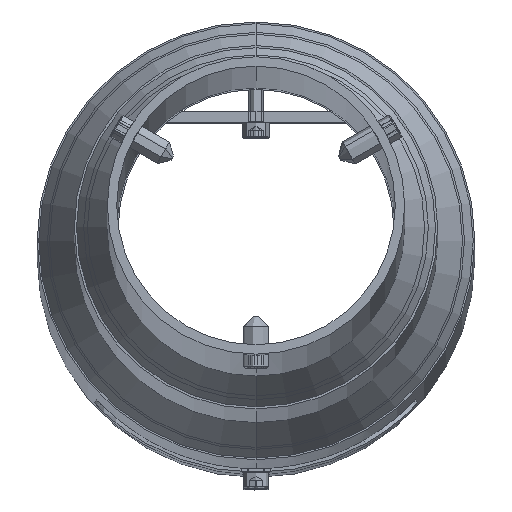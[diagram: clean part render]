
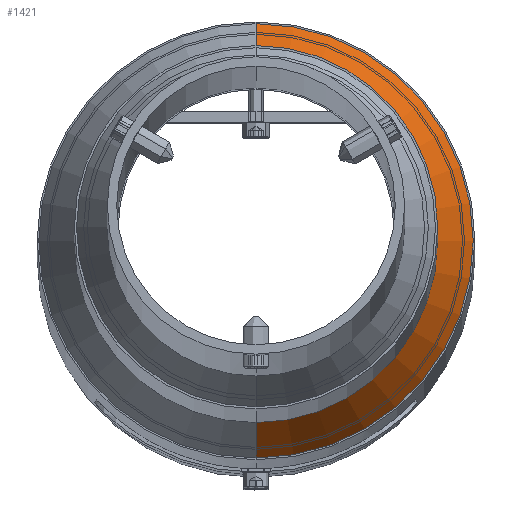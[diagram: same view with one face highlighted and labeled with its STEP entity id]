
A CAD part, top view. The second image highlights one B-rep face of the part: STEP entity #1421.
In plain terms, the highlighted conical face has half-angle 28.635 degrees and reference radius 69.85 mm.
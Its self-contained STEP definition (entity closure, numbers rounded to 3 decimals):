
#77 = DIRECTION ( 'NONE',  ( 0., 0., -1. ) ) ;
#204 = CARTESIAN_POINT ( 'NONE',  ( 0., -12.5, -83.5 ) ) ;
#207 = DIRECTION ( 'NONE',  ( 0., 1., 0. ) ) ;
#264 = LINE ( 'NONE', #5182, #1903 ) ;
#342 = AXIS2_PLACEMENT_3D ( 'NONE', #4609, #2618, #77 ) ;
#388 = DIRECTION ( 'NONE',  ( 0., -1., 0. ) ) ;
#1326 = EDGE_CURVE ( 'NONE', #4082, #4227, #2702, .T. ) ;
#1421 = ADVANCED_FACE ( 'NONE', ( #2368 ), #1961, .T. ) ;
#1455 = ORIENTED_EDGE ( 'NONE', *, *, #5553, .T. ) ;
#1484 = CIRCLE ( 'NONE', #342, 69.85 ) ;
#1716 = DIRECTION ( 'NONE',  ( 0., -0.878, -0.479 ) ) ;
#1903 = VECTOR ( 'NONE', #5219, 1000. ) ;
#1961 = CONICAL_SURFACE ( 'NONE', #4683, 69.85, 0.5 ) ;
#2159 = CARTESIAN_POINT ( 'NONE',  ( 0., -12.5, 0. ) ) ;
#2368 = FACE_OUTER_BOUND ( 'NONE', #5218, .T. ) ;
#2618 = DIRECTION ( 'NONE',  ( 0., -1., 0. ) ) ;
#2702 = LINE ( 'NONE', #3250, #5485 ) ;
#2749 = ORIENTED_EDGE ( 'NONE', *, *, #3074, .T. ) ;
#2862 = CARTESIAN_POINT ( 'NONE',  ( 0., 12.5, 0. ) ) ;
#2926 = CARTESIAN_POINT ( 'NONE',  ( 0., -12.5, 83.5 ) ) ;
#2987 = ORIENTED_EDGE ( 'NONE', *, *, #1326, .F. ) ;
#3074 = EDGE_CURVE ( 'NONE', #5679, #4227, #4583, .T. ) ;
#3250 = CARTESIAN_POINT ( 'NONE',  ( 0., 12.5, -69.85 ) ) ;
#3373 = DIRECTION ( 'NONE',  ( 0., 0., -1. ) ) ;
#3644 = AXIS2_PLACEMENT_3D ( 'NONE', #2159, #207, #5700 ) ;
#4082 = VERTEX_POINT ( 'NONE', #4452 ) ;
#4227 = VERTEX_POINT ( 'NONE', #204 ) ;
#4449 = ORIENTED_EDGE ( 'NONE', *, *, #5073, .T. ) ;
#4452 = CARTESIAN_POINT ( 'NONE',  ( 0., 12.5, -69.85 ) ) ;
#4583 = CIRCLE ( 'NONE', #3644, 83.5 ) ;
#4609 = CARTESIAN_POINT ( 'NONE',  ( 0., 12.5, 0. ) ) ;
#4683 = AXIS2_PLACEMENT_3D ( 'NONE', #2862, #388, #3373 ) ;
#4937 = VERTEX_POINT ( 'NONE', #5924 ) ;
#5073 = EDGE_CURVE ( 'NONE', #4082, #4937, #1484, .T. ) ;
#5182 = CARTESIAN_POINT ( 'NONE',  ( 0., 12.5, 69.85 ) ) ;
#5218 = EDGE_LOOP ( 'NONE', ( #4449, #1455, #2749, #2987 ) ) ;
#5219 = DIRECTION ( 'NONE',  ( 0., -0.878, 0.479 ) ) ;
#5485 = VECTOR ( 'NONE', #1716, 1000. ) ;
#5553 = EDGE_CURVE ( 'NONE', #4937, #5679, #264, .T. ) ;
#5679 = VERTEX_POINT ( 'NONE', #2926 ) ;
#5700 = DIRECTION ( 'NONE',  ( 0., 0., 1. ) ) ;
#5924 = CARTESIAN_POINT ( 'NONE',  ( 0., 12.5, 69.85 ) ) ;
